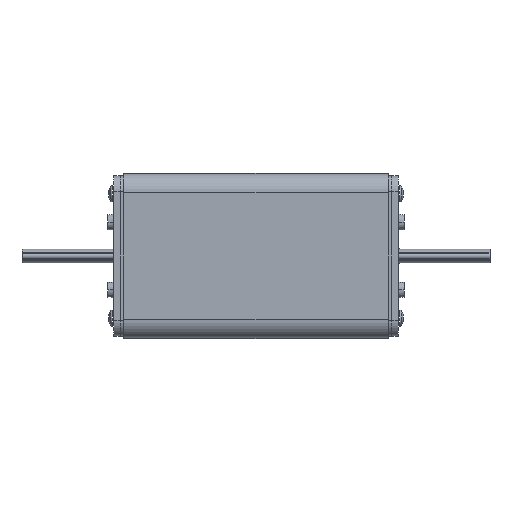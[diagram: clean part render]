
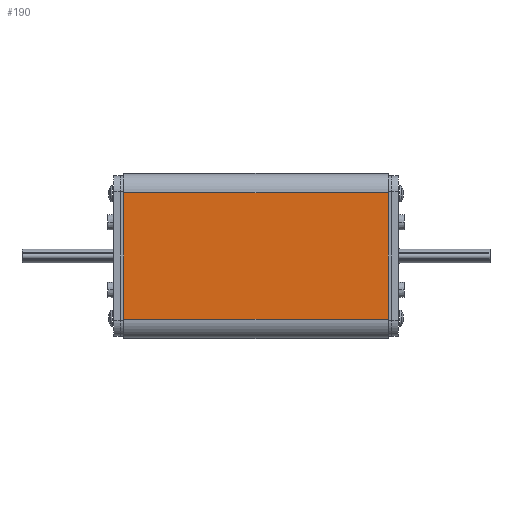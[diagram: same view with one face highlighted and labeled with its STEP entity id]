
A CAD part, front view. The second image highlights one B-rep face of the part: STEP entity #190.
In plain terms, the highlighted planar face has unit normal (0, -1, 0).
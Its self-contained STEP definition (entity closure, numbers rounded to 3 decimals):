
#34=DIRECTION('',(0.,0.,-1.));
#35=VECTOR('',#34,56.);
#36=CARTESIAN_POINT('',(-58.5,-36.5,28.));
#37=LINE('',#36,#35);
#38=DIRECTION('',(-1.,0.,0.));
#39=VECTOR('',#38,117.);
#40=CARTESIAN_POINT('',(58.5,-36.5,-28.));
#41=LINE('',#40,#39);
#42=DIRECTION('',(-1.,0.,0.));
#43=VECTOR('',#42,117.);
#44=CARTESIAN_POINT('',(58.5,-36.5,28.));
#45=LINE('',#44,#43);
#75=DIRECTION('',(0.,0.,-1.));
#76=VECTOR('',#75,56.);
#77=CARTESIAN_POINT('',(58.5,-36.5,28.));
#78=LINE('',#77,#76);
#107=CARTESIAN_POINT('',(-58.5,-36.5,-28.));
#109=VERTEX_POINT('',#107);
#110=CARTESIAN_POINT('',(58.5,-36.5,-28.));
#111=VERTEX_POINT('',#110);
#130=CARTESIAN_POINT('',(-58.5,-36.5,28.));
#132=VERTEX_POINT('',#130);
#136=CARTESIAN_POINT('',(58.5,-36.5,28.));
#137=VERTEX_POINT('',#136);
#177=CARTESIAN_POINT('',(-58.5,-36.5,36.5));
#178=DIRECTION('',(0.,-1.,0.));
#179=DIRECTION('',(0.,0.,-1.));
#180=AXIS2_PLACEMENT_3D('',#177,#178,#179);
#181=PLANE('',#180);
#182=ORIENTED_EDGE('',*,*,#168,.T.);
#183=ORIENTED_EDGE('',*,*,#157,.F.);
#185=ORIENTED_EDGE('',*,*,#184,.F.);
#187=ORIENTED_EDGE('',*,*,#186,.T.);
#188=EDGE_LOOP('',(#182,#183,#185,#187));
#189=FACE_OUTER_BOUND('',#188,.F.);
#190=ADVANCED_FACE('',(#189),#181,.T.);
#157=EDGE_CURVE('',#132,#109,#37,.T.);
#168=EDGE_CURVE('',#111,#109,#41,.T.);
#184=EDGE_CURVE('',#137,#132,#45,.T.);
#186=EDGE_CURVE('',#137,#111,#78,.T.);
